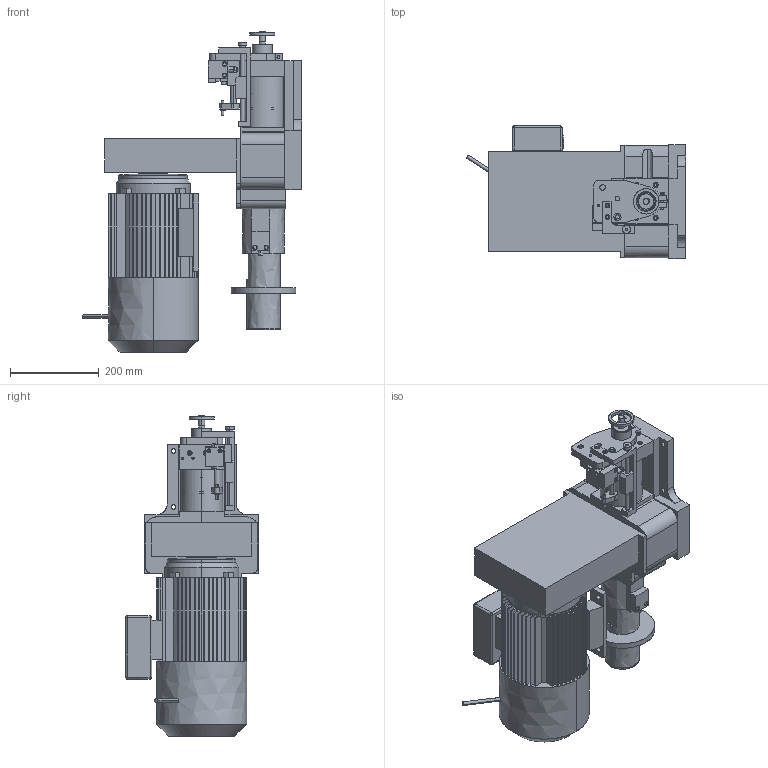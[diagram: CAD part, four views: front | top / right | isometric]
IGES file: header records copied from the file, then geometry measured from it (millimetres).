
Bounding box: 495.03 x 301.1 x 724.03 mm (x, y, z)
Surface area: 2088209.9 mm2 (no closed solid volume)
Topology: 0 solids, 0 shells, 1534 faces, 7967 edges, 7902 vertices
Faces by surface type: bspline 1534
